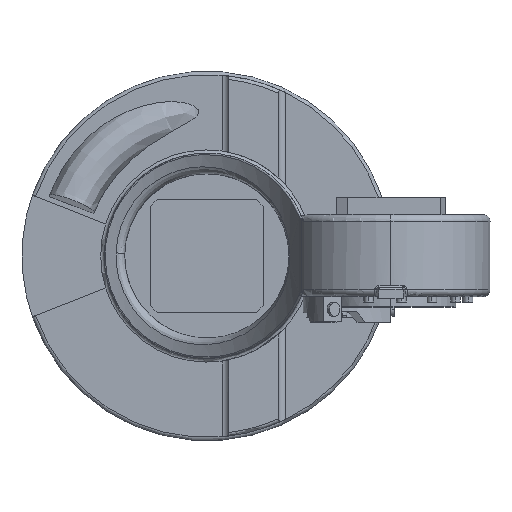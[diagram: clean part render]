
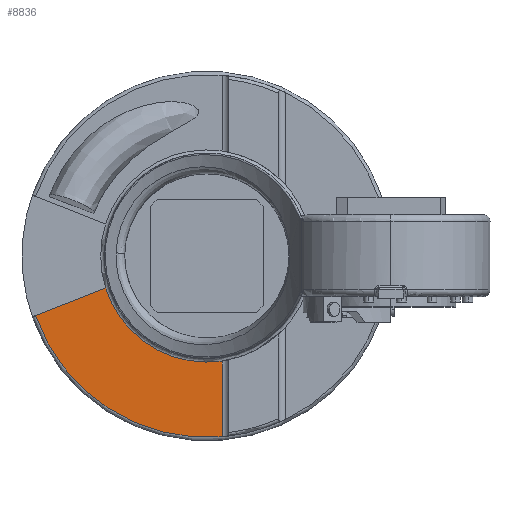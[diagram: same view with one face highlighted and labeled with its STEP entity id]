
A CAD part, top view. The second image highlights one B-rep face of the part: STEP entity #8836.
In plain terms, the highlighted planar face has unit normal (0, 0, 1).
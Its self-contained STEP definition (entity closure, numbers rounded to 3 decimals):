
#247 = DIRECTION ( 'NONE',  ( 0., 1., 0. ) ) ;
#298 = EDGE_CURVE ( 'NONE', #7113, #4092, #12435, .T. ) ;
#299 = VERTEX_POINT ( 'NONE', #11229 ) ;
#1344 = FACE_OUTER_BOUND ( 'NONE', #3460, .T. ) ;
#1589 = CARTESIAN_POINT ( 'NONE',  ( 0., 0., 13. ) ) ;
#2104 = CARTESIAN_POINT ( 'NONE',  ( 0., 0., 13. ) ) ;
#2275 = VERTEX_POINT ( 'NONE', #9328 ) ;
#2606 = ORIENTED_EDGE ( 'NONE', *, *, #4099, .T. ) ;
#3098 = CARTESIAN_POINT ( 'NONE',  ( 0., 0., 13. ) ) ;
#3460 = EDGE_LOOP ( 'NONE', ( #12543, #4270, #2606, #7795 ) ) ;
#3682 = EDGE_CURVE ( 'NONE', #7113, #2275, #7027, .T. ) ;
#4092 = VERTEX_POINT ( 'NONE', #6298 ) ;
#4099 = EDGE_CURVE ( 'NONE', #299, #2275, #4594, .T. ) ;
#4100 = LINE ( 'NONE', #9369, #8870 ) ;
#4270 = ORIENTED_EDGE ( 'NONE', *, *, #5477, .T. ) ;
#4594 = CIRCLE ( 'NONE', #8499, 155. ) ;
#5193 = DIRECTION ( 'NONE',  ( 0., 0., -1. ) ) ;
#5477 = EDGE_CURVE ( 'NONE', #4092, #299, #4100, .T. ) ;
#5590 = DIRECTION ( 'NONE',  ( 1., 0., 0. ) ) ;
#6166 = DIRECTION ( 'NONE',  ( 1., 0., 0. ) ) ;
#6194 = AXIS2_PLACEMENT_3D ( 'NONE', #2104, #6246, #6166 ) ;
#6246 = DIRECTION ( 'NONE',  ( 0., 0., 1. ) ) ;
#6298 = CARTESIAN_POINT ( 'NONE',  ( 22.338, -264.057, 13. ) ) ;
#6606 = CARTESIAN_POINT ( 'NONE',  ( -254.907, -89.007, 13. ) ) ;
#7027 = LINE ( 'NONE', #6606, #10198 ) ;
#7113 = VERTEX_POINT ( 'NONE', #9095 ) ;
#7297 = DIRECTION ( 'NONE',  ( 1., 0., 0. ) ) ;
#7613 = DIRECTION ( 'NONE',  ( 0.93, 0.367, 0. ) ) ;
#7795 = ORIENTED_EDGE ( 'NONE', *, *, #3682, .F. ) ;
#8499 = AXIS2_PLACEMENT_3D ( 'NONE', #3098, #5193, #7297 ) ;
#8587 = PLANE ( 'NONE',  #9486 ) ;
#8836 = ADVANCED_FACE ( 'NONE', ( #1344 ), #8587, .T. ) ;
#8870 = VECTOR ( 'NONE', #247, 1000. ) ;
#9095 = CARTESIAN_POINT ( 'NONE',  ( -250.252, -87.172, 13. ) ) ;
#9328 = CARTESIAN_POINT ( 'NONE',  ( -147.78, -46.756, 13. ) ) ;
#9369 = CARTESIAN_POINT ( 'NONE',  ( 22.338, -151.687, 13. ) ) ;
#9486 = AXIS2_PLACEMENT_3D ( 'NONE', #1589, #9609, #5590 ) ;
#9609 = DIRECTION ( 'NONE',  ( 0., 0., 1. ) ) ;
#10198 = VECTOR ( 'NONE', #7613, 1000. ) ;
#11229 = CARTESIAN_POINT ( 'NONE',  ( 22.338, -153.382, 13. ) ) ;
#12435 = CIRCLE ( 'NONE', #6194, 265. ) ;
#12543 = ORIENTED_EDGE ( 'NONE', *, *, #298, .T. ) ;
